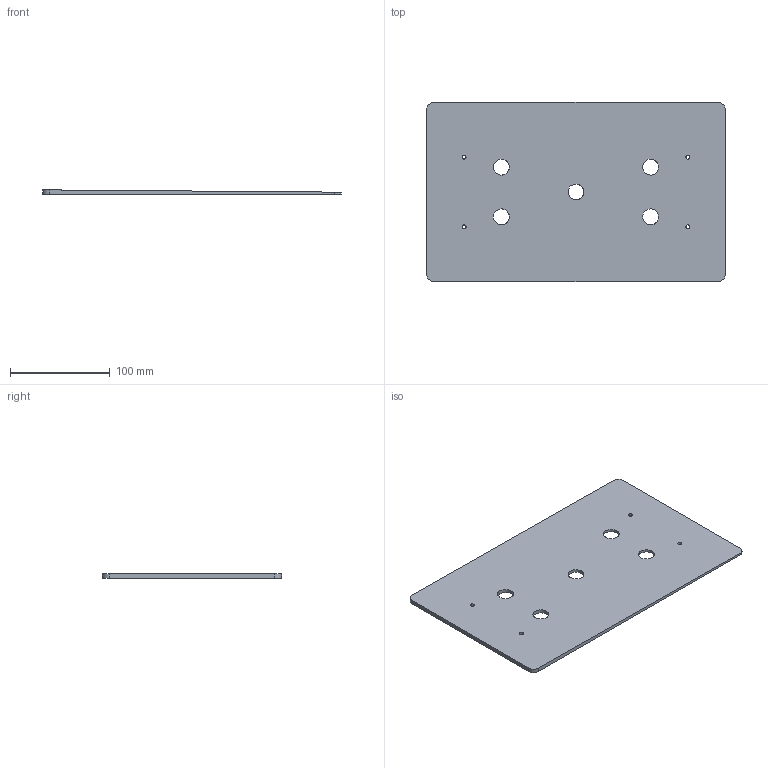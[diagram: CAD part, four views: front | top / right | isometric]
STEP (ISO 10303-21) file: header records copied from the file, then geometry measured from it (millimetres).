
FILE_DESCRIPTION(/* description */ (''),/* implementation_level */ '2;1');
FILE_NAME(/* name */ 'Documents/ _TR/Plans/Platine arroseur compensateur v1.step',/* time_stamp */ '2022-06-06T17:37:44+02:00',/* author */ (''),/* organization */ (''),/* preprocessor_version */ 'ST-DEVELOPER v18.1',/* originating_system */ 'Autodesk Translation Framework v10.14.0.1471',/* authorisation */ '');
FILE_SCHEMA (('AUTOMOTIVE_DESIGN { 1 0 10303 214 3 1 1 }'));
Length unit declared in the file: millimetre
Products named in the file (1): Platine arroseur compensateur
Bounding box: 300.02 x 180 x 4.3 mm (x, y, z)
Volume: 166751.3 mm3; surface area: 109748.1 mm2
Topology: 1 solids, 1 shells, 19 faces, 51 edges, 34 vertices
Faces by surface type: cylinder 13, plane 6
Full cylindrical faces by diameter (mm): 4 x4, 16 x5
Entity records: 680 total; most frequent: DIRECTION 117, CARTESIAN_POINT 105, ORIENTED_EDGE 102, EDGE_CURVE 51, AXIS2_PLACEMENT_3D 46, EDGE_LOOP 37, VERTEX_POINT 34, LINE 25
